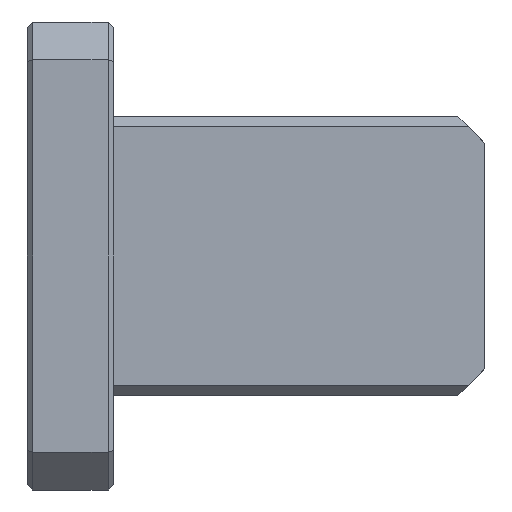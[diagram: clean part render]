
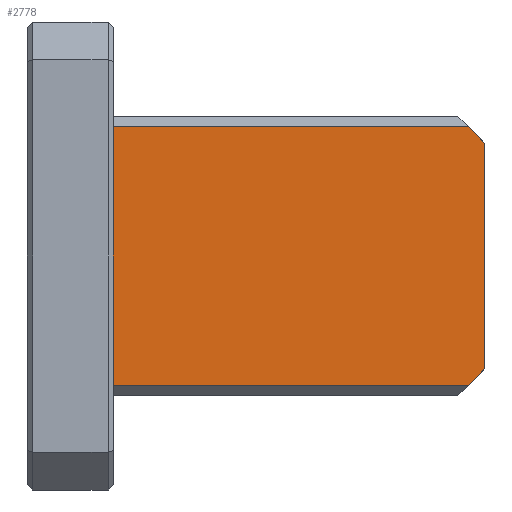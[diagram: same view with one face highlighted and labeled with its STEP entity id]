
A CAD part, front view. The second image highlights one B-rep face of the part: STEP entity #2778.
In plain terms, the highlighted planar face has unit normal (0, -1, 0).
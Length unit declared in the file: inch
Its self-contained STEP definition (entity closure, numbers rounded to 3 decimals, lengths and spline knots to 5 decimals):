
#16 = LINE ( 'NONE', #1070, #3319 ) ;
#162 = VERTEX_POINT ( 'NONE', #1332 ) ;
#314 = DIRECTION ( 'NONE',  ( 0., 0., -1. ) ) ;
#417 = VERTEX_POINT ( 'NONE', #2382 ) ;
#434 = CARTESIAN_POINT ( 'NONE',  ( 0.03626, 0.27218, 0.43085 ) ) ;
#453 = EDGE_CURVE ( 'NONE', #3023, #2343, #3471, .T. ) ;
#470 = DIRECTION ( 'NONE',  ( 1., 0., 0. ) ) ;
#514 = DIRECTION ( 'NONE',  ( -0.707, 0., 0.707 ) ) ;
#528 = EDGE_CURVE ( 'NONE', #2343, #417, #16, .T. ) ;
#612 = AXIS2_PLACEMENT_3D ( 'NONE', #1998, #1959, #314 ) ;
#648 = EDGE_CURVE ( 'NONE', #1295, #3067, #3024, .T. ) ;
#752 = CARTESIAN_POINT ( 'NONE',  ( 0.03626, 0.27218, 0.91085 ) ) ;
#1027 = DIRECTION ( 'NONE',  ( 0.707, 0., 0.707 ) ) ;
#1070 = CARTESIAN_POINT ( 'NONE',  ( 0.03626, 0.27218, 0.43085 ) ) ;
#1096 = CARTESIAN_POINT ( 'NONE',  ( 0.03626, 0.27218, 0.91085 ) ) ;
#1232 = LINE ( 'NONE', #752, #2624 ) ;
#1295 = VERTEX_POINT ( 'NONE', #2253 ) ;
#1302 = EDGE_CURVE ( 'NONE', #1295, #162, #3165, .T. ) ;
#1332 = CARTESIAN_POINT ( 'NONE',  ( 0.72626, 0.27218, 0.46085 ) ) ;
#1511 = DIRECTION ( 'NONE',  ( 0., 0., -1. ) ) ;
#1515 = CARTESIAN_POINT ( 'NONE',  ( 0.72626, 0.27218, 0.43085 ) ) ;
#1588 = EDGE_CURVE ( 'NONE', #417, #162, #2424, .T. ) ;
#1658 = VECTOR ( 'NONE', #1027, 39.37008 ) ;
#1727 = FACE_OUTER_BOUND ( 'NONE', #2100, .T. ) ;
#1756 = ORIENTED_EDGE ( 'NONE', *, *, #1588, .T. ) ;
#1856 = CARTESIAN_POINT ( 'NONE',  ( 0.36626, 0.27218, 0.10085 ) ) ;
#1959 = DIRECTION ( 'NONE',  ( 0., -1., 0. ) ) ;
#1998 = CARTESIAN_POINT ( 'NONE',  ( 0.03626, 0.27218, 0.43085 ) ) ;
#2058 = ORIENTED_EDGE ( 'NONE', *, *, #648, .T. ) ;
#2078 = ORIENTED_EDGE ( 'NONE', *, *, #1302, .F. ) ;
#2100 = EDGE_LOOP ( 'NONE', ( #2798, #1756, #2078, #2058, #2600, #2107 ) ) ;
#2107 = ORIENTED_EDGE ( 'NONE', *, *, #453, .T. ) ;
#2206 = PLANE ( 'NONE',  #612 ) ;
#2253 = CARTESIAN_POINT ( 'NONE',  ( 0.72626, 0.27218, 0.88085 ) ) ;
#2343 = VERTEX_POINT ( 'NONE', #3311 ) ;
#2382 = CARTESIAN_POINT ( 'NONE',  ( 0.69626, 0.27218, 0.43085 ) ) ;
#2424 = LINE ( 'NONE', #1856, #1658 ) ;
#2458 = CARTESIAN_POINT ( 'NONE',  ( 0.69626, 0.27218, 0.91085 ) ) ;
#2472 = EDGE_CURVE ( 'NONE', #3023, #3067, #1232, .T. ) ;
#2600 = ORIENTED_EDGE ( 'NONE', *, *, #2472, .F. ) ;
#2624 = VECTOR ( 'NONE', #470, 39.37008 ) ;
#2778 = ADVANCED_FACE ( 'NONE', ( #1727 ), #2206, .T. ) ;
#2798 = ORIENTED_EDGE ( 'NONE', *, *, #528, .T. ) ;
#2961 = CARTESIAN_POINT ( 'NONE',  ( 0.60626, 0.27218, 1.00085 ) ) ;
#3023 = VERTEX_POINT ( 'NONE', #1096 ) ;
#3024 = LINE ( 'NONE', #2961, #3430 ) ;
#3067 = VERTEX_POINT ( 'NONE', #2458 ) ;
#3085 = DIRECTION ( 'NONE',  ( 0., 0., -1. ) ) ;
#3165 = LINE ( 'NONE', #1515, #3433 ) ;
#3215 = VECTOR ( 'NONE', #1511, 39.37008 ) ;
#3248 = DIRECTION ( 'NONE',  ( 1., 0., 0. ) ) ;
#3311 = CARTESIAN_POINT ( 'NONE',  ( 0.03626, 0.27218, 0.43085 ) ) ;
#3319 = VECTOR ( 'NONE', #3248, 39.37008 ) ;
#3430 = VECTOR ( 'NONE', #514, 39.37008 ) ;
#3433 = VECTOR ( 'NONE', #3085, 39.37008 ) ;
#3471 = LINE ( 'NONE', #434, #3215 ) ;
